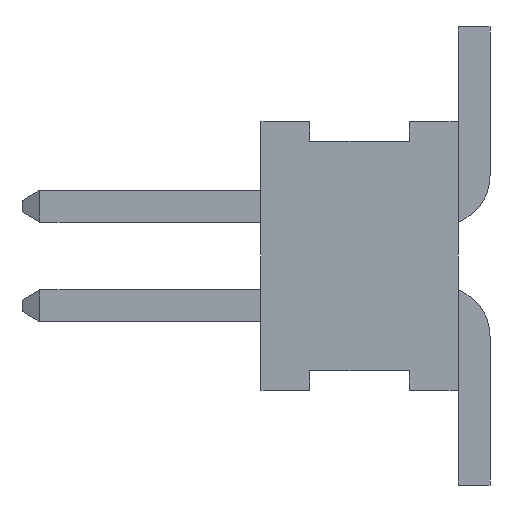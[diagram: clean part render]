
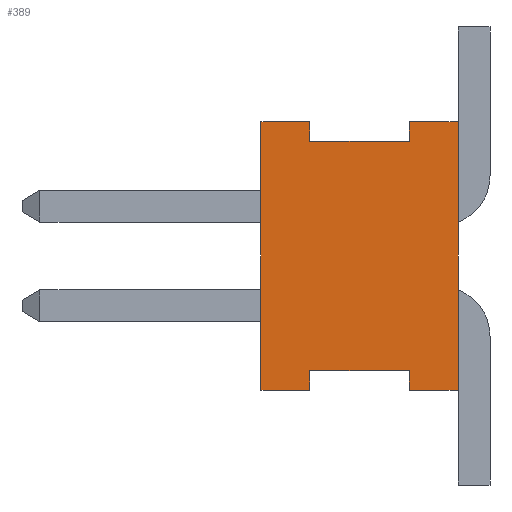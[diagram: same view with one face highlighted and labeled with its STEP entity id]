
A CAD part, left-side view. The second image highlights one B-rep face of the part: STEP entity #389.
In plain terms, the highlighted planar face has unit normal (-1, 0, 0).
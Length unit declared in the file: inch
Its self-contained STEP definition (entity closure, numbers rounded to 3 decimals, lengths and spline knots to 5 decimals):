
#389 = ADVANCED_FACE( '', ( #862 ), #863, .F. );
#862 = FACE_OUTER_BOUND( '', #1420, .T. );
#863 = PLANE( '', #1421 );
#1420 = EDGE_LOOP( '', ( #2378, #2379, #2380, #2381, #2382, #2383, #2384, #2385, #2386, #2387, #2388, #2389 ) );
#1421 = AXIS2_PLACEMENT_3D( '', #2390, #2391, #2392 );
#2378 = ORIENTED_EDGE( '', *, *, #3776, .F. );
#2379 = ORIENTED_EDGE( '', *, *, #3777, .F. );
#2380 = ORIENTED_EDGE( '', *, *, #3778, .T. );
#2381 = ORIENTED_EDGE( '', *, *, #3704, .T. );
#2382 = ORIENTED_EDGE( '', *, *, #3486, .F. );
#2383 = ORIENTED_EDGE( '', *, *, #3779, .F. );
#2384 = ORIENTED_EDGE( '', *, *, #3780, .F. );
#2385 = ORIENTED_EDGE( '', *, *, #3781, .F. );
#2386 = ORIENTED_EDGE( '', *, *, #3782, .F. );
#2387 = ORIENTED_EDGE( '', *, *, #3641, .F. );
#2388 = ORIENTED_EDGE( '', *, *, #3783, .T. );
#2389 = ORIENTED_EDGE( '', *, *, #3593, .F. );
#2390 = CARTESIAN_POINT( '', ( -0.1, 0.099, -0.0675 ) );
#2391 = DIRECTION( '', ( 1., 0., 0. ) );
#2392 = DIRECTION( '', ( 0., 0., -1. ) );
#3486 = EDGE_CURVE( '', #4190, #4192, #4193, .T. );
#3593 = EDGE_CURVE( '', #4376, #4377, #4378, .T. );
#3641 = EDGE_CURVE( '', #4461, #4462, #4463, .T. );
#3704 = EDGE_CURVE( '', #4564, #4192, #4565, .T. );
#3776 = EDGE_CURVE( '', #4668, #4376, #4669, .T. );
#3777 = EDGE_CURVE( '', #4670, #4668, #4671, .T. );
#3778 = EDGE_CURVE( '', #4670, #4564, #4672, .T. );
#3779 = EDGE_CURVE( '', #4673, #4190, #4674, .T. );
#3780 = EDGE_CURVE( '', #4675, #4673, #4676, .T. );
#3781 = EDGE_CURVE( '', #4677, #4675, #4678, .T. );
#3782 = EDGE_CURVE( '', #4462, #4677, #4679, .T. );
#3783 = EDGE_CURVE( '', #4461, #4377, #4680, .T. );
#4190 = VERTEX_POINT( '', #5201 );
#4192 = VERTEX_POINT( '', #5204 );
#4193 = LINE( '', #5205, #5206 );
#4376 = VERTEX_POINT( '', #5476 );
#4377 = VERTEX_POINT( '', #5477 );
#4378 = LINE( '', #5478, #5479 );
#4461 = VERTEX_POINT( '', #5604 );
#4462 = VERTEX_POINT( '', #5605 );
#4463 = LINE( '', #5606, #5607 );
#4564 = VERTEX_POINT( '', #5760 );
#4565 = LINE( '', #5761, #5762 );
#4668 = VERTEX_POINT( '', #5910 );
#4669 = LINE( '', #5911, #5912 );
#4670 = VERTEX_POINT( '', #5913 );
#4671 = LINE( '', #5914, #5915 );
#4672 = LINE( '', #5916, #5917 );
#4673 = VERTEX_POINT( '', #5918 );
#4674 = LINE( '', #5919, #5920 );
#4675 = VERTEX_POINT( '', #5921 );
#4676 = LINE( '', #5922, #5923 );
#4677 = VERTEX_POINT( '', #5924 );
#4678 = LINE( '', #5925, #5926 );
#4679 = LINE( '', #5927, #5928 );
#4680 = LINE( '', #5929, #5930 );
#5201 = CARTESIAN_POINT( '', ( -0.1, 0.0245, 0.0675 ) );
#5204 = CARTESIAN_POINT( '', ( -0.1, 0., 0.0675 ) );
#5205 = CARTESIAN_POINT( '', ( -0.1, 0.099, 0.0675 ) );
#5206 = VECTOR( '', #6520, 39.37008 );
#5476 = CARTESIAN_POINT( '', ( -0.1, 0.0745, -0.0575 ) );
#5477 = CARTESIAN_POINT( '', ( -0.1, 0.0745, -0.0675 ) );
#5478 = CARTESIAN_POINT( '', ( -0.1, 0.0745, -0.0575 ) );
#5479 = VECTOR( '', #6608, 39.37008 );
#5604 = CARTESIAN_POINT( '', ( -0.1, 0.099, -0.0675 ) );
#5605 = CARTESIAN_POINT( '', ( -0.1, 0.099, 0.0675 ) );
#5606 = CARTESIAN_POINT( '', ( -0.1, 0.099, -0.0675 ) );
#5607 = VECTOR( '', #6651, 39.37008 );
#5760 = CARTESIAN_POINT( '', ( -0.1, 0., -0.0675 ) );
#5761 = CARTESIAN_POINT( '', ( -0.1, 0., -0.0675 ) );
#5762 = VECTOR( '', #6710, 39.37008 );
#5910 = CARTESIAN_POINT( '', ( -0.1, 0.0245, -0.0575 ) );
#5911 = CARTESIAN_POINT( '', ( -0.1, 0.0245, -0.0575 ) );
#5912 = VECTOR( '', #6777, 39.37008 );
#5913 = CARTESIAN_POINT( '', ( -0.1, 0.0245, -0.0675 ) );
#5914 = CARTESIAN_POINT( '', ( -0.1, 0.0245, -0.0675 ) );
#5915 = VECTOR( '', #6778, 39.37008 );
#5916 = CARTESIAN_POINT( '', ( -0.1, 0.099, -0.0675 ) );
#5917 = VECTOR( '', #6779, 39.37008 );
#5918 = CARTESIAN_POINT( '', ( -0.1, 0.0245, 0.0575 ) );
#5919 = CARTESIAN_POINT( '', ( -0.1, 0.0245, 0.0575 ) );
#5920 = VECTOR( '', #6780, 39.37008 );
#5921 = CARTESIAN_POINT( '', ( -0.1, 0.0745, 0.0575 ) );
#5922 = CARTESIAN_POINT( '', ( -0.1, 0.0745, 0.0575 ) );
#5923 = VECTOR( '', #6781, 39.37008 );
#5924 = CARTESIAN_POINT( '', ( -0.1, 0.0745, 0.0675 ) );
#5925 = CARTESIAN_POINT( '', ( -0.1, 0.0745, 0.0675 ) );
#5926 = VECTOR( '', #6782, 39.37008 );
#5927 = CARTESIAN_POINT( '', ( -0.1, 0.099, 0.0675 ) );
#5928 = VECTOR( '', #6783, 39.37008 );
#5929 = CARTESIAN_POINT( '', ( -0.1, 0.099, -0.0675 ) );
#5930 = VECTOR( '', #6784, 39.37008 );
#6520 = DIRECTION( '', ( 0., -1., 0. ) );
#6608 = DIRECTION( '', ( 0., 0., -1. ) );
#6651 = DIRECTION( '', ( 0., 0., 1. ) );
#6710 = DIRECTION( '', ( 0., 0., 1. ) );
#6777 = DIRECTION( '', ( 0., 1., 0. ) );
#6778 = DIRECTION( '', ( 0., 0., 1. ) );
#6779 = DIRECTION( '', ( 0., -1., 0. ) );
#6780 = DIRECTION( '', ( 0., 0., 1. ) );
#6781 = DIRECTION( '', ( 0., -1., 0. ) );
#6782 = DIRECTION( '', ( 0., 0., -1. ) );
#6783 = DIRECTION( '', ( 0., -1., 0. ) );
#6784 = DIRECTION( '', ( 0., -1., 0. ) );
